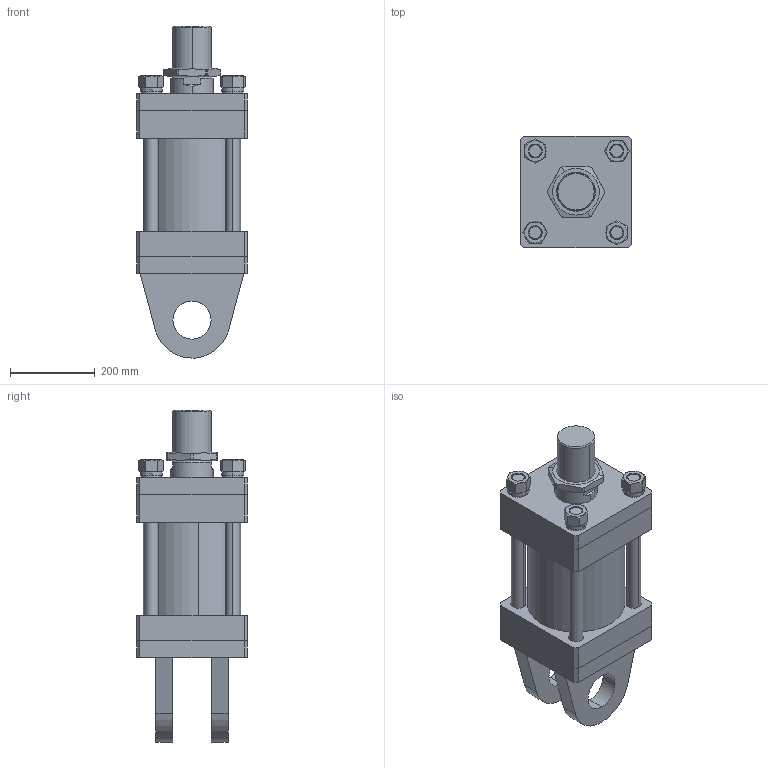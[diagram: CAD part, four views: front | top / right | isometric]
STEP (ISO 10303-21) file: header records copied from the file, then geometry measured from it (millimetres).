
FILE_DESCRIPTION (( 'STEP AP203' ), '1' );
FILE_NAME ('HOB-200-100-100-CB.STEP', '2021-04-27T10:41:01', ( '微软用户' ), ( '微软中国' ), 'SwSTEP 2.0', 'SolidWorks 2012', '' );
FILE_SCHEMA (( 'CONFIG_CONTROL_DESIGN' ));
Length unit declared in the file: millimetre
Products named in the file (12): spring lock washers--normal type gb_GB_FASTENER_WASHER_SW 33; hex nuts, style 1-grades ab gb_GB_FASTENER_NUT_SNAB1  B M33-N; M90x2綠20; HOB-200-100-100-CB楊擘; HOB-200-100-100-CB; HOB-200-100-100楊擘; HOB-200-100-100前盖; HOB-200-100-100綴裔; plain washers for clevis pins gb_GB_ROUND_WASHERS_TYPE7 33; HOB-200-100-100掛极; HOB-200-100-100活塞杆; HOB-200-100-100嶺裝
Assembly tree (23 placements, depth 2):
  HOB-200-100-100-CB
    HOB-200-100-100楊擘
    HOB-200-100-100前盖
    HOB-200-100-100綴裔
    HOB-200-100-100掛极
    HOB-200-100-100活塞杆
    HOB-200-100-100嶺裝  x4
    plain washers for clevis pins gb_GB_ROUND_WASHERS_TYPE7 33  x4
    spring lock washers--normal type gb_GB_FASTENER_WASHER_SW 33  x4
    hex nuts, style 1-grades ab gb_GB_FASTENER_NUT_SNAB1  B M33-N  x4
    M90x2綠20
    HOB-200-100-100-CB楊擘
Bounding box: 262 x 262 x 784.66 mm (x, y, z)
Volume: 24044280.2 mm3; surface area: 1898389.4 mm2
Topology: 23 solids, 23 shells, 367 faces, 850 edges, 536 vertices
Faces by surface type: plane 143, cylinder 135, cone 77, torus 12
Entity records: 9192 total; most frequent: CARTESIAN_POINT 1675, DIRECTION 1335, ORIENTED_EDGE 1160, EDGE_CURVE 580, AXIS2_PLACEMENT_3D 529, VERTEX_POINT 368, EDGE_LOOP 300, VECTOR 277
